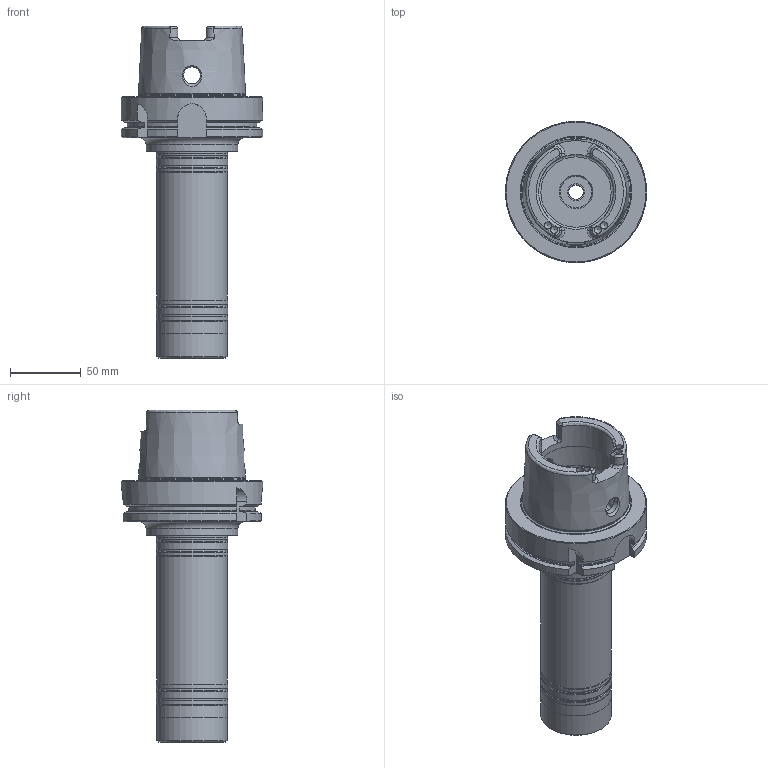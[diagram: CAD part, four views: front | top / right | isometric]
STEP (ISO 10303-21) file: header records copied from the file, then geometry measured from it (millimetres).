
FILE_DESCRIPTION(/* description */ (''),/* implementation_level */ '2;1');
FILE_NAME(/* name */ '450014090.stp',/* time_stamp */ '2021-01-08T12:41:19',/* author */ ('LRA'),/* organization */ ('REGO-FIX'),/* preprocessor_version */ ' Unknown',/* originating_system */ 'SIEMENS PLM Software Solid Edge ST10',/* authorization */ 'Unknown');
FILE_SCHEMA (('AUTOMOTIVE_DESIGN { 1 0 10303 214 2 1 1}'));
Length unit declared in the file: millimetre
Products named in the file (1): NOCUT
Bounding box: 100 x 100 x 235 mm (x, y, z)
Volume: 510682.8 mm3; surface area: 84043 mm2
Topology: 1 solids, 1 shells, 156 faces, 401 edges, 251 vertices
Faces by surface type: cylinder 48, cone 45, plane 37, torus 26
Full cylindrical faces by diameter (mm): 5 x4, 9 x2, 10.106 x2, 12 x3, 22.376 x1, 25 x1, 30.5 x1, 50 x3, 50.5 x6, 53 x2, 63 x1, 65 x1, 75.359 x1, 100 x1
Entity records: 5495 total; most frequent: CARTESIAN_POINT 1085, DIRECTION 690, ORIENTED_EDGE 594, AXIS2_PLACEMENT_3D 305, EDGE_CURVE 297, FACE_BOUND 244, EDGE_LOOP 240, VERTEX_POINT 225
